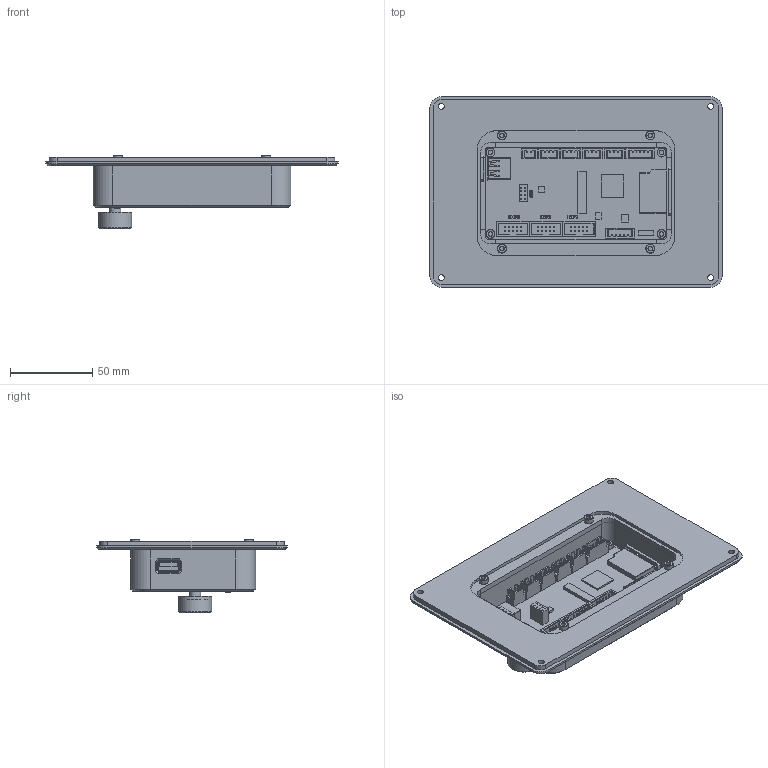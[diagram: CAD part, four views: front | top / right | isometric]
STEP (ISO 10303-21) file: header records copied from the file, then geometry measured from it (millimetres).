
FILE_DESCRIPTION(/* description */ (''),/* implementation_level */ '2;1');
FILE_NAME(/* name */ 'Display Panel - BTT TFT35.step',/* time_stamp */ '2023-01-22T06:27:08-06:00',/* author */ (''),/* organization */ (''),/* preprocessor_version */ 'ST-DEVELOPER v19.2',/* originating_system */ 'Autodesk Translation Framework v11.17.0.187',/* authorisation */ '');
FILE_SCHEMA (('AUTOMOTIVE_DESIGN { 1 0 10303 214 3 1 1 }'));
Length unit declared in the file: millimetre
Products named in the file (11): Display Panel - BTT 3.5 TFT V3.0; Display Panel; Display Mount  - BTT TFT 3.5 V3.0; BIGTREETECH TFT35 V3.0 Touch Screen; TFT 3.5 V3 +WIFI_Vìchoz¡; KONEKTOR TFT35 PIN5_Vìchoz¡; KONEKTOR TFT35 PIN3_Vìchoz¡; KONEKTOR TFT35 PIN2_Vìchoz¡; Display Mount; PN500; PN501
Assembly tree (20 placements, depth 4):
  Display Panel - BTT 3.5 TFT V3.0
    Display Panel
    Display Mount  - BTT TFT 3.5 V3.0
      BIGTREETECH TFT35 V3.0 Touch Screen
        TFT 3.5 V3 +WIFI_Vìchoz¡
        KONEKTOR TFT35 PIN5_Vìchoz¡  x2
        KONEKTOR TFT35 PIN3_Vìchoz¡  x4
        KONEKTOR TFT35 PIN2_Vìchoz¡
      Display Mount
      PN500  x4
    PN501  x4
Bounding box: 177.1 x 115.8 x 44.4 mm (x, y, z)
Volume: 165508.7 mm3; surface area: 95453 mm2
Topology: 19 solids, 19 shells, 1399 faces, 3895 edges, 2718 vertices
Faces by surface type: plane 1129, cylinder 174, cone 82, torus 11, sphere 3
Full cylindrical faces by diameter (mm): 1.95 x1, 2 x1, 2.8 x8, 3 x8, 3.3 x4, 3.6 x8, 3.923 x1, 5.5 x8, 6.8 x1, 7.8 x1, 9.1 x1, 11.1 x1, 18.8 x1, 20 x1
Entity records: 39743 total; most frequent: CARTESIAN_POINT 9576, ORIENTED_EDGE 6364, DIRECTION 5595, EDGE_CURVE 3182, LINE 2559, VECTOR 2559, VERTEX_POINT 2278, AXIS2_PLACEMENT_3D 1518
